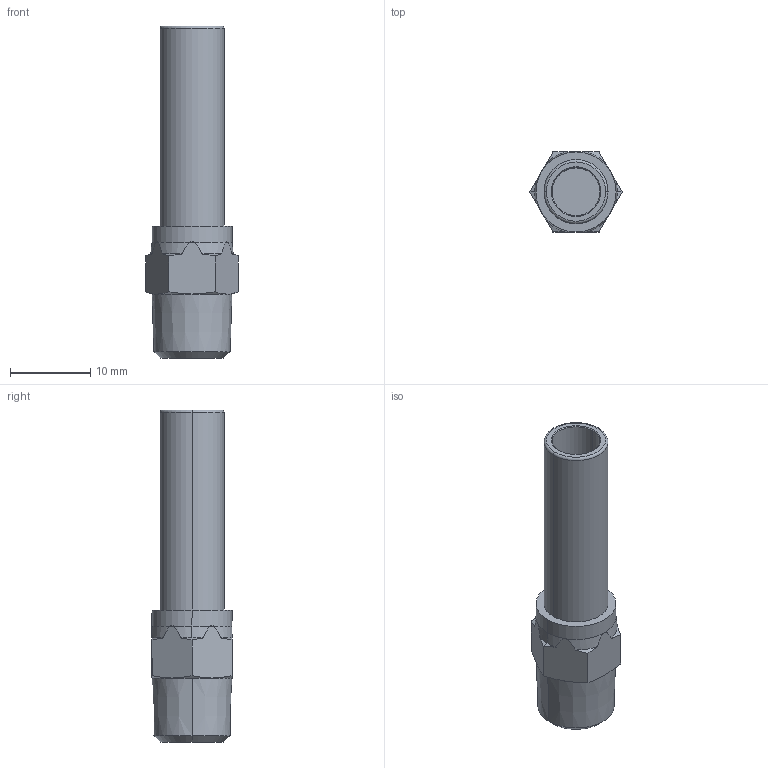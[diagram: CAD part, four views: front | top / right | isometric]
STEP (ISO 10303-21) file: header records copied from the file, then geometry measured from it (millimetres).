
FILE_DESCRIPTION((''),'2;1');
FILE_NAME('GPCJ_0801(3D).stp','2012-12-20T14:27:26',(''),(''),'Mechanical Desktop.R8.0.24.0','Mechanical Desktop.R8.0.24.0',', , ');
FILE_SCHEMA(('CONFIG_CONTROL_DESIGN'));
Length unit declared in the file: millimetre
Products named in the file (2): GPCJ_0801(3D); 睡ヶ1
Assembly tree (1 placements, depth 2):
  GPCJ_0801(3D)
    睡ヶ1
Bounding box: 11.55 x 10 x 41.5 mm (x, y, z)
Volume: 1553.8 mm3; surface area: 1954.3 mm2
Topology: 1 solids, 1 shells, 54 faces, 116 edges, 68 vertices
Faces by surface type: cone 32, plane 12, cylinder 8, torus 2
Entity records: 1521 total; most frequent: CARTESIAN_POINT 312, DIRECTION 244, ORIENTED_EDGE 232, EDGE_CURVE 116, AXIS2_PLACEMENT_3D 108, VERTEX_POINT 68, EDGE_LOOP 58, FACE_OUTER_BOUND 54
